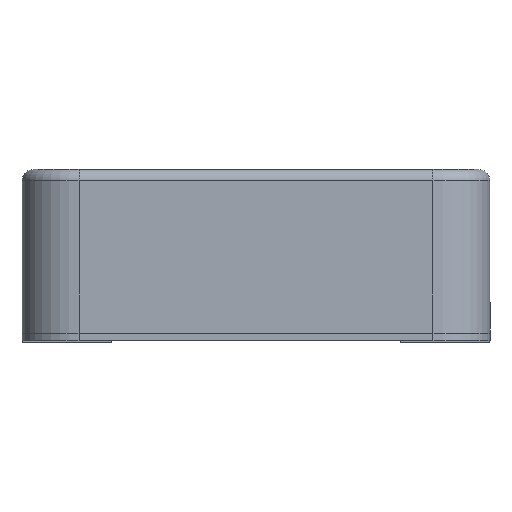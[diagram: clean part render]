
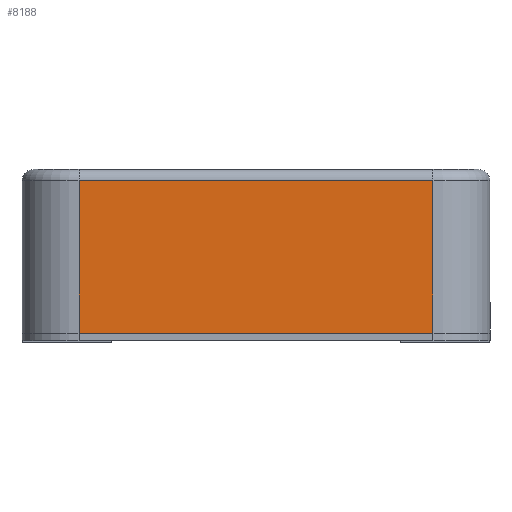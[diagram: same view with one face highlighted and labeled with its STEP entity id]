
A CAD part, left-side view. The second image highlights one B-rep face of the part: STEP entity #8188.
In plain terms, the highlighted planar face has unit normal (-1, 0, 0).
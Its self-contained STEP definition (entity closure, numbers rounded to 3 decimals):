
#28 = DIRECTION ( 'NONE',  ( 0., -1., 0. ) ) ;
#770 = LINE ( 'NONE', #1959, #6688 ) ;
#947 = ORIENTED_EDGE ( 'NONE', *, *, #4224, .T. ) ;
#1103 = ORIENTED_EDGE ( 'NONE', *, *, #6950, .T. ) ;
#1182 = DIRECTION ( 'NONE',  ( 0., 1., 0. ) ) ;
#1959 = CARTESIAN_POINT ( 'NONE',  ( -35.162, -4.897, 0.2 ) ) ;
#2073 = VECTOR ( 'NONE', #1182, 1000. ) ;
#2244 = EDGE_CURVE ( 'NONE', #11626, #9795, #770, .T. ) ;
#2365 = EDGE_CURVE ( 'NONE', #2842, #6025, #9441, .T. ) ;
#2433 = CARTESIAN_POINT ( 'NONE',  ( -35.162, -4.897, 4.5 ) ) ;
#2773 = AXIS2_PLACEMENT_3D ( 'NONE', #2433, #11568, #10852 ) ;
#2842 = VERTEX_POINT ( 'NONE', #11291 ) ;
#3229 = EDGE_LOOP ( 'NONE', ( #7084, #947, #7246, #1103 ) ) ;
#3522 = LINE ( 'NONE', #4475, #8497 ) ;
#3600 = CARTESIAN_POINT ( 'NONE',  ( -35.162, -6.397, 4.2 ) ) ;
#4224 = EDGE_CURVE ( 'NONE', #6025, #11626, #3522, .T. ) ;
#4475 = CARTESIAN_POINT ( 'NONE',  ( -35.162, -6.397, 4.5 ) ) ;
#5131 = PLANE ( 'NONE',  #2773 ) ;
#6025 = VERTEX_POINT ( 'NONE', #3600 ) ;
#6688 = VECTOR ( 'NONE', #28, 1000. ) ;
#6950 = EDGE_CURVE ( 'NONE', #9795, #2842, #10144, .T. ) ;
#7084 = ORIENTED_EDGE ( 'NONE', *, *, #2365, .T. ) ;
#7151 = FACE_OUTER_BOUND ( 'NONE', #3229, .T. ) ;
#7209 = DIRECTION ( 'NONE',  ( 0., 0., -1. ) ) ;
#7246 = ORIENTED_EDGE ( 'NONE', *, *, #2244, .T. ) ;
#8188 = ADVANCED_FACE ( 'NONE', ( #7151 ), #5131, .F. ) ;
#8260 = CARTESIAN_POINT ( 'NONE',  ( -35.162, -15.697, 4.5 ) ) ;
#8335 = CARTESIAN_POINT ( 'NONE',  ( -35.162, -15.697, 0.2 ) ) ;
#8497 = VECTOR ( 'NONE', #7209, 1000. ) ;
#8709 = VECTOR ( 'NONE', #10081, 1000. ) ;
#9441 = LINE ( 'NONE', #10399, #2073 ) ;
#9795 = VERTEX_POINT ( 'NONE', #8335 ) ;
#10081 = DIRECTION ( 'NONE',  ( 0., 0., 1. ) ) ;
#10144 = LINE ( 'NONE', #8260, #8709 ) ;
#10221 = CARTESIAN_POINT ( 'NONE',  ( -35.162, -6.397, 0.2 ) ) ;
#10399 = CARTESIAN_POINT ( 'NONE',  ( -35.162, -4.897, 4.2 ) ) ;
#10852 = DIRECTION ( 'NONE',  ( 0., 0., -1. ) ) ;
#11291 = CARTESIAN_POINT ( 'NONE',  ( -35.162, -15.697, 4.2 ) ) ;
#11568 = DIRECTION ( 'NONE',  ( 1., 0., 0. ) ) ;
#11626 = VERTEX_POINT ( 'NONE', #10221 ) ;
